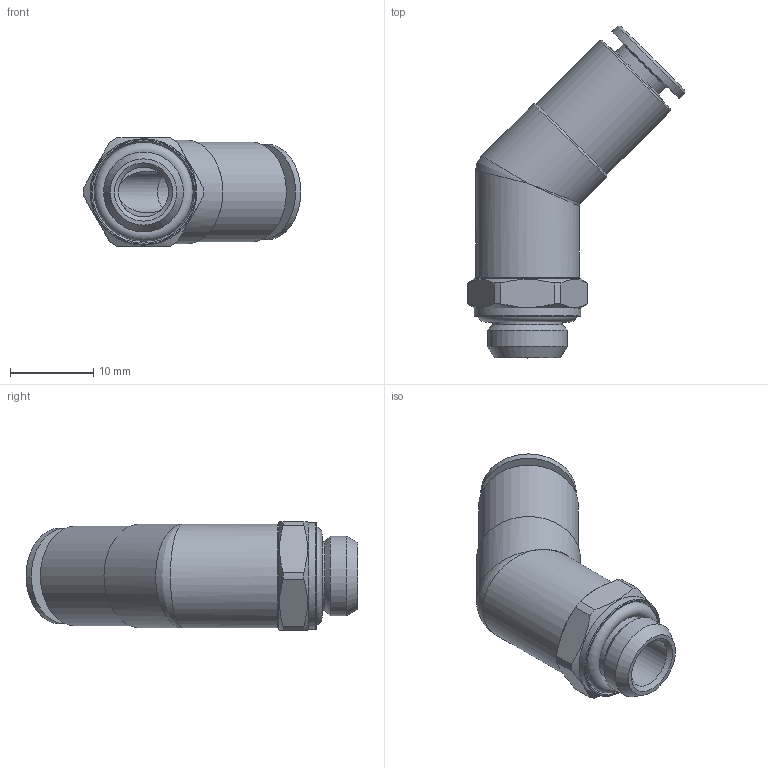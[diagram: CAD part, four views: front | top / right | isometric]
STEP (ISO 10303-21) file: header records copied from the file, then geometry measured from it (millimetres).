
FILE_DESCRIPTION(/* description */ ('STEP AP214'),/* implementation_level */ '2;1');
FILE_NAME(/* name */ 'A0060031-45',/* time_stamp */ '2023-04-13T10:21:47+02:00',/* author */ ('License CC BY-ND 4.0'),/* organization */ ('CADENAS'),/* preprocessor_version */ 'ST-DEVELOPER v19.3',/* originating_system */ 'PARTsolutions',/* authorisation */ ' ');
FILE_SCHEMA (('AUTOMOTIVE_DESIGN {1 0 10303 214 3 1 1}'));
Length unit declared in the file: millimetre
Products named in the file (3): A0060031-45; A0060031-45_PART2; A0060031-45_PART1
Assembly tree (2 placements, depth 2):
  A0060031-45
    A0060031-45_PART2
    A0060031-45_PART1
Bounding box: 26.16 x 39.92 x 13 mm (x, y, z)
Volume: 3559 mm3; surface area: 2926.7 mm2
Topology: 2 solids, 2 shells, 54 faces, 127 edges, 76 vertices
Faces by surface type: cylinder 17, plane 17, cone 15, torus 3, bspline 2
Full cylindrical faces by diameter (mm): 5 x1, 6 x1, 6.15 x1, 7.3 x1, 8.3 x1, 9.6 x1, 11.5 x1, 12 x1, 12.5 x2, 12.8 x1
Entity records: 1688 total; most frequent: CARTESIAN_POINT 568, DIRECTION 227, ORIENTED_EDGE 172, AXIS2_PLACEMENT_3D 107, FACE_BOUND 89, EDGE_LOOP 88, EDGE_CURVE 86, VERTEX_POINT 69
